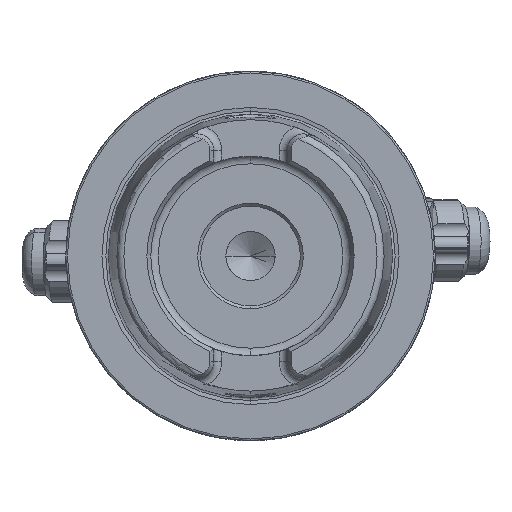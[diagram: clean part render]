
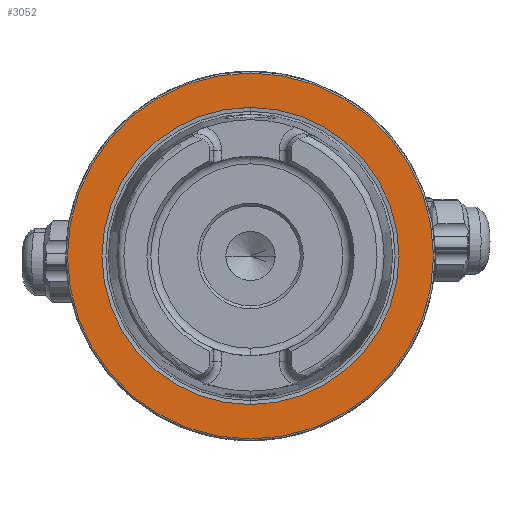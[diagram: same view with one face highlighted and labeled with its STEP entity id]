
A CAD part, left-side view. The second image highlights one B-rep face of the part: STEP entity #3052.
In plain terms, the highlighted planar face has unit normal (-1, 0, 0).
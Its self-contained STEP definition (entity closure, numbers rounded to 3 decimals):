
#431 = CARTESIAN_POINT ( 'NONE',  ( 0., 0., 0. ) ) ;
#530 = AXIS2_PLACEMENT_3D ( 'NONE', #19405, #18034, #14925 ) ;
#1387 = VERTEX_POINT ( 'NONE', #15360 ) ;
#1816 = DIRECTION ( 'NONE',  ( -1., 0., 0. ) ) ;
#2035 = DIRECTION ( 'NONE',  ( 0., 0., -1. ) ) ;
#2097 = DIRECTION ( 'NONE',  ( 1., 0., 0. ) ) ;
#2126 = ORIENTED_EDGE ( 'NONE', *, *, #7782, .F. ) ;
#2971 = ORIENTED_EDGE ( 'NONE', *, *, #16928, .T. ) ;
#3052 = ADVANCED_FACE ( 'NONE', ( #6285, #14410 ), #12572, .F. ) ;
#4146 = EDGE_LOOP ( 'NONE', ( #2126, #19421 ) ) ;
#4184 = AXIS2_PLACEMENT_3D ( 'NONE', #11077, #2097, #2035 ) ;
#4849 = ORIENTED_EDGE ( 'NONE', *, *, #5280, .T. ) ;
#5280 = EDGE_CURVE ( 'NONE', #10820, #7826, #11483, .T. ) ;
#6092 = VERTEX_POINT ( 'NONE', #14356 ) ;
#6285 = FACE_BOUND ( 'NONE', #4146, .T. ) ;
#6408 = CARTESIAN_POINT ( 'NONE',  ( 0., 0., 0. ) ) ;
#6437 = CIRCLE ( 'NONE', #16363, 31.2 ) ;
#6604 = DIRECTION ( 'NONE',  ( 0., 0., 1. ) ) ;
#7782 = EDGE_CURVE ( 'NONE', #6092, #1387, #14197, .T. ) ;
#7826 = VERTEX_POINT ( 'NONE', #18728 ) ;
#8083 = DIRECTION ( 'NONE',  ( -1., 0., 0. ) ) ;
#9501 = AXIS2_PLACEMENT_3D ( 'NONE', #6408, #8083, #6604 ) ;
#10595 = EDGE_LOOP ( 'NONE', ( #4849, #2971 ) ) ;
#10820 = VERTEX_POINT ( 'NONE', #16021 ) ;
#11077 = CARTESIAN_POINT ( 'NONE',  ( 0., 31.2, 0. ) ) ;
#11483 = CIRCLE ( 'NONE', #17395, 31.2 ) ;
#11547 = CIRCLE ( 'NONE', #530, 25.324 ) ;
#12572 = PLANE ( 'NONE',  #4184 ) ;
#14036 = DIRECTION ( 'NONE',  ( 0., 0., 1. ) ) ;
#14197 = CIRCLE ( 'NONE', #9501, 25.324 ) ;
#14356 = CARTESIAN_POINT ( 'NONE',  ( 0., 0., 25.324 ) ) ;
#14410 = FACE_OUTER_BOUND ( 'NONE', #10595, .T. ) ;
#14925 = DIRECTION ( 'NONE',  ( 0., 0., 1. ) ) ;
#15360 = CARTESIAN_POINT ( 'NONE',  ( 0., 0., -25.324 ) ) ;
#15494 = CARTESIAN_POINT ( 'NONE',  ( 0., 0., 0. ) ) ;
#15580 = DIRECTION ( 'NONE',  ( -1., 0., 0. ) ) ;
#16021 = CARTESIAN_POINT ( 'NONE',  ( 0., 0., 31.2 ) ) ;
#16363 = AXIS2_PLACEMENT_3D ( 'NONE', #15494, #1816, #18717 ) ;
#16928 = EDGE_CURVE ( 'NONE', #7826, #10820, #6437, .T. ) ;
#17395 = AXIS2_PLACEMENT_3D ( 'NONE', #431, #15580, #14036 ) ;
#18034 = DIRECTION ( 'NONE',  ( -1., 0., 0. ) ) ;
#18717 = DIRECTION ( 'NONE',  ( 0., 0., 1. ) ) ;
#18728 = CARTESIAN_POINT ( 'NONE',  ( 0., 0., -31.2 ) ) ;
#18796 = EDGE_CURVE ( 'NONE', #1387, #6092, #11547, .T. ) ;
#19405 = CARTESIAN_POINT ( 'NONE',  ( 0., 0., 0. ) ) ;
#19421 = ORIENTED_EDGE ( 'NONE', *, *, #18796, .F. ) ;
